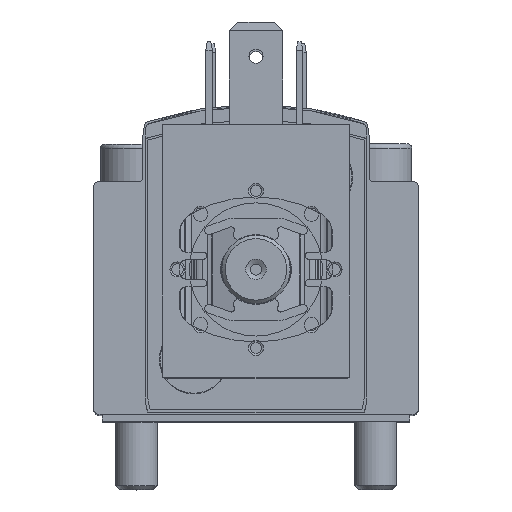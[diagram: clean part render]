
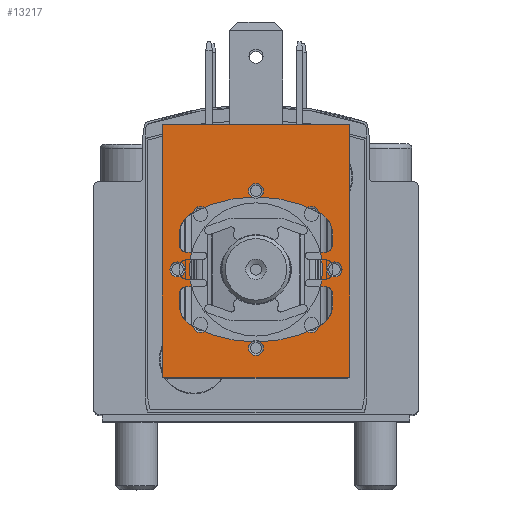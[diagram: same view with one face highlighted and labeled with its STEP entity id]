
A CAD part, top view. The second image highlights one B-rep face of the part: STEP entity #13217.
In plain terms, the highlighted planar face has unit normal (0, 0, 1).
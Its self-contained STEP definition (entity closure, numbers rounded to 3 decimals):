
#999=LINE('',#19818,#1743);
#1003=LINE('',#19829,#1747);
#1012=LINE('',#19854,#1756);
#1023=LINE('',#19877,#1767);
#1743=VECTOR('',#16619,1000.);
#1747=VECTOR('',#16629,1000.);
#1756=VECTOR('',#16650,1000.);
#1767=VECTOR('',#16671,1000.);
#3791=ORIENTED_EDGE('',*,*,#5720,.T.);
#3792=ORIENTED_EDGE('',*,*,#5721,.T.);
#3793=ORIENTED_EDGE('',*,*,#5722,.T.);
#3794=ORIENTED_EDGE('',*,*,#5723,.T.);
#3795=ORIENTED_EDGE('',*,*,#5724,.T.);
#3796=ORIENTED_EDGE('',*,*,#5725,.T.);
#3797=ORIENTED_EDGE('',*,*,#5726,.T.);
#3798=ORIENTED_EDGE('',*,*,#5727,.T.);
#3799=ORIENTED_EDGE('',*,*,#5728,.T.);
#3800=ORIENTED_EDGE('',*,*,#5709,.T.);
#3801=ORIENTED_EDGE('',*,*,#5676,.T.);
#3802=ORIENTED_EDGE('',*,*,#5692,.T.);
#3803=ORIENTED_EDGE('',*,*,#5695,.T.);
#3804=ORIENTED_EDGE('',*,*,#5698,.T.);
#3805=ORIENTED_EDGE('',*,*,#5682,.T.);
#5676=EDGE_CURVE('',#6797,#6798,#999,.T.);
#5682=EDGE_CURVE('',#6801,#6802,#1003,.T.);
#5692=EDGE_CURVE('',#6798,#6809,#7508,.T.);
#5695=EDGE_CURVE('',#6809,#6811,#1012,.T.);
#5698=EDGE_CURVE('',#6811,#6801,#7510,.T.);
#5709=EDGE_CURVE('',#6802,#6797,#1023,.T.);
#5720=EDGE_CURVE('',#6827,#6827,#7522,.T.);
#5721=EDGE_CURVE('',#6828,#6828,#7523,.T.);
#5722=EDGE_CURVE('',#6829,#6829,#7524,.T.);
#5723=EDGE_CURVE('',#6830,#6830,#7525,.T.);
#5724=EDGE_CURVE('',#6831,#6831,#7526,.T.);
#5725=EDGE_CURVE('',#6832,#6832,#7527,.T.);
#5726=EDGE_CURVE('',#6833,#6833,#7528,.T.);
#5727=EDGE_CURVE('',#6834,#6834,#7529,.T.);
#5728=EDGE_CURVE('',#6835,#6835,#7530,.T.);
#6797=VERTEX_POINT('',#19819);
#6798=VERTEX_POINT('',#19820);
#6801=VERTEX_POINT('',#19830);
#6802=VERTEX_POINT('',#19831);
#6809=VERTEX_POINT('',#19849);
#6811=VERTEX_POINT('',#19855);
#6827=VERTEX_POINT('',#19900);
#6828=VERTEX_POINT('',#19902);
#6829=VERTEX_POINT('',#19904);
#6830=VERTEX_POINT('',#19906);
#6831=VERTEX_POINT('',#19908);
#6832=VERTEX_POINT('',#19910);
#6833=VERTEX_POINT('',#19912);
#6834=VERTEX_POINT('',#19914);
#6835=VERTEX_POINT('',#19916);
#7508=CIRCLE('',#14201,0.3);
#7510=CIRCLE('',#14205,0.3);
#7522=CIRCLE('',#14220,0.875);
#7523=CIRCLE('',#14221,0.875);
#7524=CIRCLE('',#14222,0.875);
#7525=CIRCLE('',#14223,0.875);
#7526=CIRCLE('',#14224,0.875);
#7527=CIRCLE('',#14225,0.875);
#7528=CIRCLE('',#14226,0.875);
#7529=CIRCLE('',#14227,0.875);
#7530=CIRCLE('',#14228,7.8);
#8148=EDGE_LOOP('',(#3791));
#8149=EDGE_LOOP('',(#3792));
#8150=EDGE_LOOP('',(#3793));
#8151=EDGE_LOOP('',(#3794));
#8152=EDGE_LOOP('',(#3795));
#8153=EDGE_LOOP('',(#3796));
#8154=EDGE_LOOP('',(#3797));
#8155=EDGE_LOOP('',(#3798));
#8156=EDGE_LOOP('',(#3799));
#8157=EDGE_LOOP('',(#3800,#3801,#3802,#3803,#3804,#3805));
#8928=FACE_BOUND('',#8148,.T.);
#8929=FACE_BOUND('',#8149,.T.);
#8930=FACE_BOUND('',#8150,.T.);
#8931=FACE_BOUND('',#8151,.T.);
#8932=FACE_BOUND('',#8152,.T.);
#8933=FACE_BOUND('',#8153,.T.);
#8934=FACE_BOUND('',#8154,.T.);
#8935=FACE_BOUND('',#8155,.T.);
#8936=FACE_BOUND('',#8156,.T.);
#8937=FACE_BOUND('',#8157,.T.);
#9395=PLANE('',#14219);
#13217=ADVANCED_FACE('',(#8928,#8929,#8930,#8931,#8932,#8933,#8934,#8935,
#8936,#8937),#9395,.T.);
#14201=AXIS2_PLACEMENT_3D('',#19848,#16643,#16644);
#14205=AXIS2_PLACEMENT_3D('',#19860,#16655,#16656);
#14219=AXIS2_PLACEMENT_3D('',#19898,#16693,#16694);
#14220=AXIS2_PLACEMENT_3D('',#19899,#16695,#16696);
#14221=AXIS2_PLACEMENT_3D('',#19901,#16697,#16698);
#14222=AXIS2_PLACEMENT_3D('',#19903,#16699,#16700);
#14223=AXIS2_PLACEMENT_3D('',#19905,#16701,#16702);
#14224=AXIS2_PLACEMENT_3D('',#19907,#16703,#16704);
#14225=AXIS2_PLACEMENT_3D('',#19909,#16705,#16706);
#14226=AXIS2_PLACEMENT_3D('',#19911,#16707,#16708);
#14227=AXIS2_PLACEMENT_3D('',#19913,#16709,#16710);
#14228=AXIS2_PLACEMENT_3D('',#19915,#16711,#16712);
#16619=DIRECTION('',(0.,-1.,0.));
#16629=DIRECTION('',(0.,1.,0.));
#16643=DIRECTION('',(0.,0.,1.));
#16644=DIRECTION('',(1.,0.,0.));
#16650=DIRECTION('',(1.,0.,0.));
#16655=DIRECTION('',(0.,0.,1.));
#16656=DIRECTION('',(1.,0.,0.));
#16671=DIRECTION('',(-1.,0.,0.));
#16693=DIRECTION('',(0.,0.,1.));
#16694=DIRECTION('',(1.,0.,0.));
#16695=DIRECTION('',(0.,0.,-1.));
#16696=DIRECTION('',(-1.,0.,0.));
#16697=DIRECTION('',(0.,0.,-1.));
#16698=DIRECTION('',(-1.,0.,0.));
#16699=DIRECTION('',(0.,0.,-1.));
#16700=DIRECTION('',(-1.,0.,0.));
#16701=DIRECTION('',(0.,0.,-1.));
#16702=DIRECTION('',(-1.,0.,0.));
#16703=DIRECTION('',(0.,0.,-1.));
#16704=DIRECTION('',(-1.,0.,0.));
#16705=DIRECTION('',(0.,0.,-1.));
#16706=DIRECTION('',(-1.,0.,0.));
#16707=DIRECTION('',(0.,0.,-1.));
#16708=DIRECTION('',(-1.,0.,0.));
#16709=DIRECTION('',(0.,0.,-1.));
#16710=DIRECTION('',(-1.,0.,0.));
#16711=DIRECTION('',(0.,0.,-1.));
#16712=DIRECTION('',(-1.,0.,0.));
#19818=CARTESIAN_POINT('',(-11.,0.,0.));
#19819=CARTESIAN_POINT('',(-11.,0.,0.));
#19820=CARTESIAN_POINT('',(-11.,-29.4,0.));
#19829=CARTESIAN_POINT('',(11.,-29.4,0.));
#19830=CARTESIAN_POINT('',(11.,-29.4,0.));
#19831=CARTESIAN_POINT('',(11.,0.,0.));
#19848=CARTESIAN_POINT('',(-10.7,-29.4,0.));
#19849=CARTESIAN_POINT('',(-10.7,-29.7,0.));
#19854=CARTESIAN_POINT('',(-10.7,-29.7,0.));
#19855=CARTESIAN_POINT('',(10.7,-29.7,0.));
#19860=CARTESIAN_POINT('',(10.7,-29.4,0.));
#19877=CARTESIAN_POINT('',(11.,0.,0.));
#19898=CARTESIAN_POINT('',(-10.7,-29.4,0.));
#19899=CARTESIAN_POINT('',(-9.2,-17.,0.));
#19900=CARTESIAN_POINT('',(-10.075,-17.,0.));
#19901=CARTESIAN_POINT('',(-6.505,-23.505,0.));
#19902=CARTESIAN_POINT('',(-7.38,-23.505,0.));
#19903=CARTESIAN_POINT('',(0.,-26.2,0.));
#19904=CARTESIAN_POINT('',(-0.875,-26.2,0.));
#19905=CARTESIAN_POINT('',(6.505,-23.505,0.));
#19906=CARTESIAN_POINT('',(5.63,-23.505,0.));
#19907=CARTESIAN_POINT('',(9.2,-17.,0.));
#19908=CARTESIAN_POINT('',(8.325,-17.,0.));
#19909=CARTESIAN_POINT('',(6.505,-10.495,0.));
#19910=CARTESIAN_POINT('',(5.63,-10.495,0.));
#19911=CARTESIAN_POINT('',(-6.505,-10.495,0.));
#19912=CARTESIAN_POINT('',(-7.38,-10.495,0.));
#19913=CARTESIAN_POINT('',(0.,-7.8,0.));
#19914=CARTESIAN_POINT('',(-0.875,-7.8,0.));
#19915=CARTESIAN_POINT('',(0.,-17.,0.));
#19916=CARTESIAN_POINT('',(-7.8,-17.,0.));
